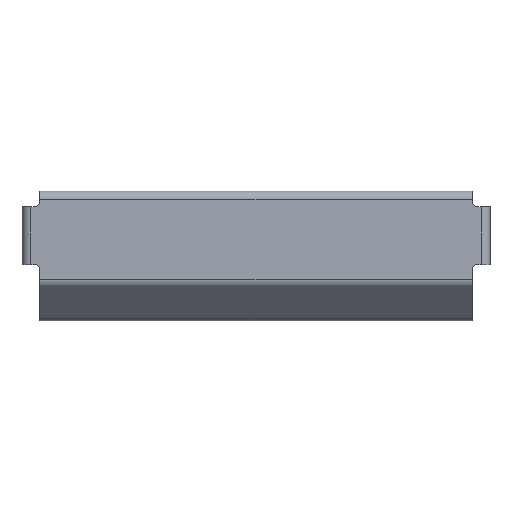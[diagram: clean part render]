
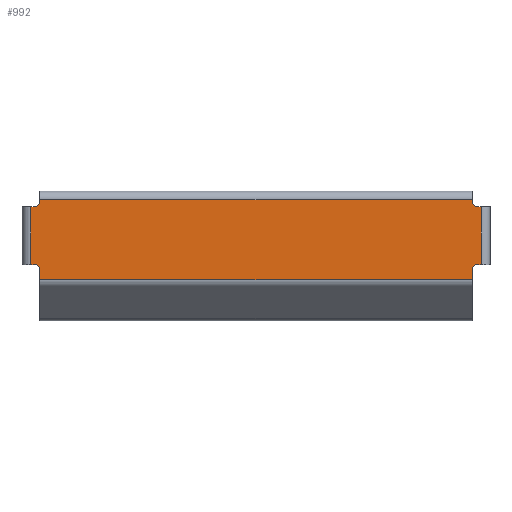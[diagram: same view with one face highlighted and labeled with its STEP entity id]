
A CAD part, top view. The second image highlights one B-rep face of the part: STEP entity #992.
In plain terms, the highlighted planar face has unit normal (0, 0, 1).
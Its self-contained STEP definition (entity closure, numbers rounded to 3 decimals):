
#1=DIRECTION('',(0.,1.,0.));
#2=VECTOR('',#1,50.);
#3=CARTESIAN_POINT('',(1660.572,872.832,1.5));
#4=LINE('',#3,#2);
#5=CARTESIAN_POINT('',(1663.572,927.832,1.5));
#6=DIRECTION('',(0.,0.,-1.));
#7=DIRECTION('',(1.,0.,0.));
#8=AXIS2_PLACEMENT_3D('',#5,#6,#7);
#10=DIRECTION('',(1.,0.,0.));
#11=VECTOR('',#10,373.);
#12=CARTESIAN_POINT('',(1668.572,928.732,1.5));
#13=LINE('',#12,#11);
#14=CARTESIAN_POINT('',(2046.572,927.832,1.5));
#15=DIRECTION('',(0.,0.,-1.));
#16=DIRECTION('',(0.,-1.,0.));
#17=AXIS2_PLACEMENT_3D('',#14,#15,#16);
#19=DIRECTION('',(0.,1.,0.));
#20=VECTOR('',#19,50.);
#21=CARTESIAN_POINT('',(2049.572,872.832,1.5));
#22=LINE('',#21,#20);
#23=CARTESIAN_POINT('',(2046.572,867.832,1.5));
#24=DIRECTION('',(0.,0.,-1.));
#25=DIRECTION('',(-1.,0.,0.));
#26=AXIS2_PLACEMENT_3D('',#23,#24,#25);
#28=DIRECTION('',(1.,0.,0.));
#29=VECTOR('',#28,373.);
#30=CARTESIAN_POINT('',(1668.572,859.632,1.5));
#31=LINE('',#30,#29);
#32=CARTESIAN_POINT('',(1663.572,867.832,1.5));
#33=DIRECTION('',(0.,0.,-1.));
#34=DIRECTION('',(0.,1.,0.));
#35=AXIS2_PLACEMENT_3D('',#32,#33,#34);
#85=DIRECTION('',(-1.,0.,0.));
#86=VECTOR('',#85,3.);
#87=CARTESIAN_POINT('',(1663.572,872.832,1.5));
#88=LINE('',#87,#86);
#109=DIRECTION('',(0.,1.,0.));
#110=VECTOR('',#109,8.2);
#111=CARTESIAN_POINT('',(1668.572,859.632,1.5));
#112=LINE('',#111,#110);
#345=DIRECTION('',(1.,0.,0.));
#346=VECTOR('',#345,3.);
#347=CARTESIAN_POINT('',(1660.572,922.832,1.5));
#348=LINE('',#347,#346);
#357=DIRECTION('',(0.,1.,0.));
#358=VECTOR('',#357,0.9);
#359=CARTESIAN_POINT('',(1668.572,927.832,1.5));
#360=LINE('',#359,#358);
#431=DIRECTION('',(0.,-1.,0.));
#432=VECTOR('',#431,0.9);
#433=CARTESIAN_POINT('',(2041.572,928.732,1.5));
#434=LINE('',#433,#432);
#443=DIRECTION('',(1.,0.,0.));
#444=VECTOR('',#443,3.);
#445=CARTESIAN_POINT('',(2046.572,922.832,1.5));
#446=LINE('',#445,#444);
#607=DIRECTION('',(-1.,0.,0.));
#608=VECTOR('',#607,3.);
#609=CARTESIAN_POINT('',(2049.572,872.832,1.5));
#610=LINE('',#609,#608);
#619=DIRECTION('',(0.,-1.,0.));
#620=VECTOR('',#619,8.2);
#621=CARTESIAN_POINT('',(2041.572,867.832,1.5));
#622=LINE('',#621,#620);
#753=CARTESIAN_POINT('',(1663.572,872.832,1.5));
#754=CARTESIAN_POINT('',(1668.572,867.832,1.5));
#755=VERTEX_POINT('',#753);
#756=VERTEX_POINT('',#754);
#765=CARTESIAN_POINT('',(1668.572,927.832,1.5));
#766=CARTESIAN_POINT('',(1663.572,922.832,1.5));
#767=VERTEX_POINT('',#765);
#768=VERTEX_POINT('',#766);
#773=CARTESIAN_POINT('',(2046.572,922.832,1.5));
#774=CARTESIAN_POINT('',(2041.572,927.832,1.5));
#775=VERTEX_POINT('',#773);
#776=VERTEX_POINT('',#774);
#785=CARTESIAN_POINT('',(2041.572,867.832,1.5));
#786=CARTESIAN_POINT('',(2046.572,872.832,1.5));
#787=VERTEX_POINT('',#785);
#788=VERTEX_POINT('',#786);
#865=CARTESIAN_POINT('',(1668.572,928.732,1.5));
#866=VERTEX_POINT('',#865);
#867=CARTESIAN_POINT('',(2041.572,928.732,1.5));
#868=VERTEX_POINT('',#867);
#889=CARTESIAN_POINT('',(1668.572,859.632,1.5));
#890=VERTEX_POINT('',#889);
#891=CARTESIAN_POINT('',(2041.572,859.632,1.5));
#892=VERTEX_POINT('',#891);
#921=CARTESIAN_POINT('',(2049.572,922.832,1.5));
#922=VERTEX_POINT('',#921);
#923=CARTESIAN_POINT('',(2049.572,872.832,1.5));
#924=VERTEX_POINT('',#923);
#937=CARTESIAN_POINT('',(1660.572,872.832,1.5));
#938=VERTEX_POINT('',#937);
#939=CARTESIAN_POINT('',(1660.572,922.832,1.5));
#940=VERTEX_POINT('',#939);
#953=CARTESIAN_POINT('',(2158.197,961.769,1.5));
#954=DIRECTION('',(0.,0.,1.));
#955=DIRECTION('',(1.,0.,0.));
#956=AXIS2_PLACEMENT_3D('',#953,#954,#955);
#957=PLANE('',#956);
#959=ORIENTED_EDGE('',*,*,#958,.T.);
#961=ORIENTED_EDGE('',*,*,#960,.T.);
#963=ORIENTED_EDGE('',*,*,#962,.F.);
#965=ORIENTED_EDGE('',*,*,#964,.T.);
#967=ORIENTED_EDGE('',*,*,#966,.T.);
#969=ORIENTED_EDGE('',*,*,#968,.T.);
#971=ORIENTED_EDGE('',*,*,#970,.F.);
#973=ORIENTED_EDGE('',*,*,#972,.T.);
#975=ORIENTED_EDGE('',*,*,#974,.F.);
#977=ORIENTED_EDGE('',*,*,#976,.T.);
#979=ORIENTED_EDGE('',*,*,#978,.F.);
#981=ORIENTED_EDGE('',*,*,#980,.T.);
#983=ORIENTED_EDGE('',*,*,#982,.F.);
#985=ORIENTED_EDGE('',*,*,#984,.T.);
#987=ORIENTED_EDGE('',*,*,#986,.F.);
#989=ORIENTED_EDGE('',*,*,#988,.T.);
#990=EDGE_LOOP('',(#959,#961,#963,#965,#967,#969,#971,#973,#975,#977,#979,#981,
#983,#985,#987,#989));
#991=FACE_OUTER_BOUND('',#990,.F.);
#992=ADVANCED_FACE('',(#991),#957,.T.);
#9=CIRCLE('',#8,5.);
#18=CIRCLE('',#17,5.);
#27=CIRCLE('',#26,5.);
#36=CIRCLE('',#35,5.);
#958=EDGE_CURVE('',#938,#940,#4,.T.);
#960=EDGE_CURVE('',#940,#768,#348,.T.);
#962=EDGE_CURVE('',#767,#768,#9,.T.);
#964=EDGE_CURVE('',#767,#866,#360,.T.);
#966=EDGE_CURVE('',#866,#868,#13,.T.);
#968=EDGE_CURVE('',#868,#776,#434,.T.);
#970=EDGE_CURVE('',#775,#776,#18,.T.);
#972=EDGE_CURVE('',#775,#922,#446,.T.);
#974=EDGE_CURVE('',#924,#922,#22,.T.);
#976=EDGE_CURVE('',#924,#788,#610,.T.);
#978=EDGE_CURVE('',#787,#788,#27,.T.);
#980=EDGE_CURVE('',#787,#892,#622,.T.);
#982=EDGE_CURVE('',#890,#892,#31,.T.);
#984=EDGE_CURVE('',#890,#756,#112,.T.);
#986=EDGE_CURVE('',#755,#756,#36,.T.);
#988=EDGE_CURVE('',#755,#938,#88,.T.);
